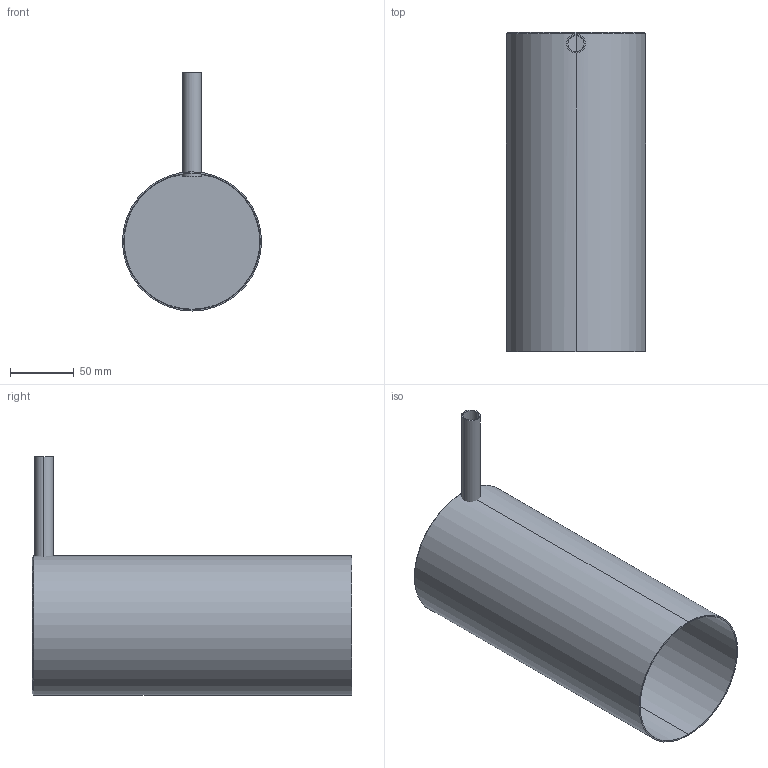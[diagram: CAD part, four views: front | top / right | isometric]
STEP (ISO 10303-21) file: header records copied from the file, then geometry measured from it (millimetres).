
FILE_DESCRIPTION (( 'STEP AP203' ), '1' );
FILE_NAME ('3D_P7110_PN16_108_141551240.STEP', '2024-11-20T11:29:29', ( '' ), ( '' ), 'SwSTEP 2.0', 'SolidWorks 2023', '' );
FILE_SCHEMA (( 'CONFIG_CONTROL_DESIGN' ));
Length unit declared in the file: millimetre
Products named in the file (1): 3D_P7110_PN16_108_141551240
Bounding box: 109 x 250 x 186.5 mm (x, y, z)
Volume: 97054.5 mm3; surface area: 194576.6 mm2
Topology: 2 solids, 2 shells, 19 faces, 44 edges, 28 vertices
Faces by surface type: cylinder 10, plane 5, cone 4
Entity records: 785 total; most frequent: CARTESIAN_POINT 264, DIRECTION 96, ORIENTED_EDGE 88, EDGE_CURVE 44, AXIS2_PLACEMENT_3D 40, VERTEX_POINT 28, EDGE_LOOP 22, CIRCLE 20
